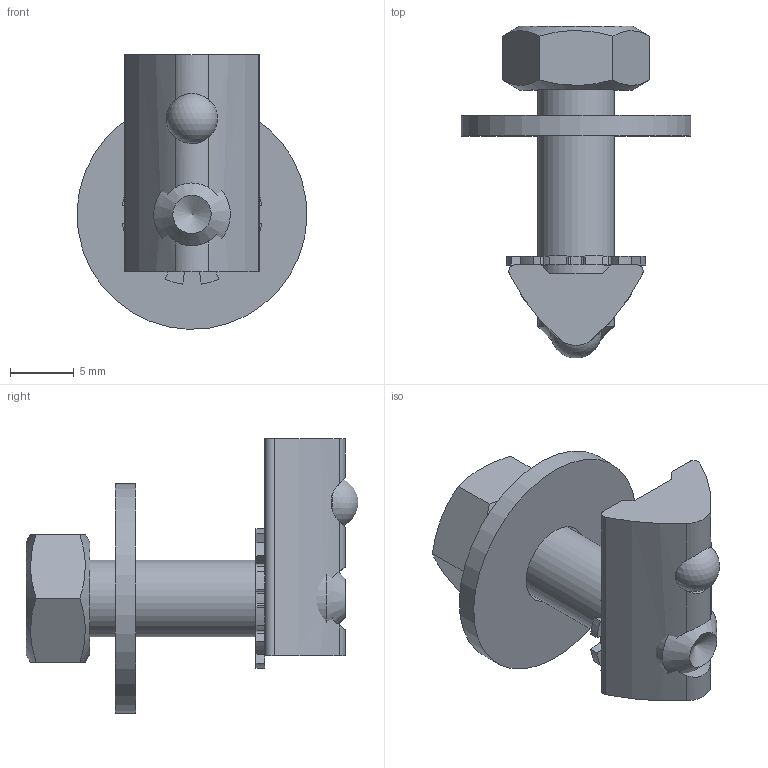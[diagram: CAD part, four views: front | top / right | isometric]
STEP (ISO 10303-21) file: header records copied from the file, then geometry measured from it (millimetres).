
FILE_DESCRIPTION(/* description */ (''),/* implementation_level */ '2;1');
FILE_NAME(/* name */ '11179_KriTec_Erdungssatz_6.stp',/* time_stamp */ '2016-07-06T11:03:06+02:00',/* author */ ('Steiner'),/* organization */ (''),/* preprocessor_version */ 'ST-DEVELOPER v16.1',/* originating_system */ 'Autodesk Inventor 2016',/* authorisation */ '');
FILE_SCHEMA (('AUTOMOTIVE_DESIGN { 1 0 10303 214 3 1 1 }'));
Length unit declared in the file: millimetre
Products named in the file (6): 10277_KriTec_Nutenstein_6_ST_M6; DIN 916 - M6  x  25; 10700_KriTec_Faecherscheibe_verzinkt_Form_A_6,4_11_DIN_6798; 10696_KriTec_Unterlegscheibe_Messing_DIN_9021_Ø6,4xØ18x1,6; 10678_KriTec_Sechskantmutter_Messing_DIN_934_M6; 11179_KriTec_Erdungssatz_6
Assembly tree (5 placements, depth 2):
  11179_KriTec_Erdungssatz_6
    10277_KriTec_Nutenstein_6_ST_M6
    DIN 916 - M6  x  25
    10700_KriTec_Faecherscheibe_verzinkt_Form_A_6,4_11_DIN_6798
    10696_KriTec_Unterlegscheibe_Messing_DIN_9021_Ø6,4xØ18x1,6
    10678_KriTec_Sechskantmutter_Messing_DIN_934_M6
Bounding box: 17.99 x 25.99 x 21.49 mm (x, y, z)
Volume: 1940.8 mm3; surface area: 2278.7 mm2
Topology: 5 solids, 6 shells, 137 faces, 362 edges, 234 vertices
Faces by surface type: cylinder 65, plane 60, cone 8, sphere 4
Full cylindrical faces by diameter (mm): 4.917 x2, 6 x1, 6.4 x2, 18 x1
Entity records: 4423 total; most frequent: CARTESIAN_POINT 881, DIRECTION 758, ORIENTED_EDGE 688, EDGE_CURVE 344, AXIS2_PLACEMENT_3D 292, VERTEX_POINT 230, LINE 174, VECTOR 174
